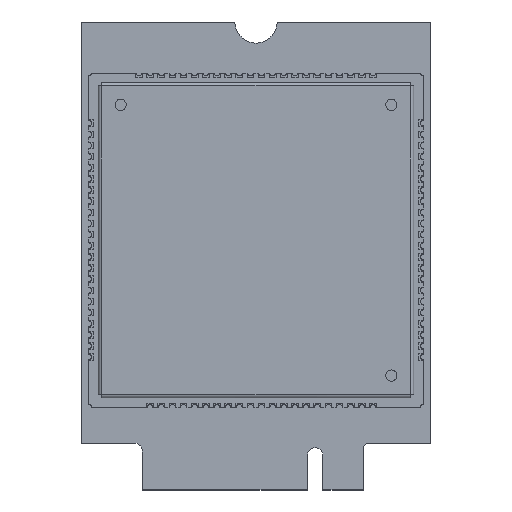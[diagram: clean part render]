
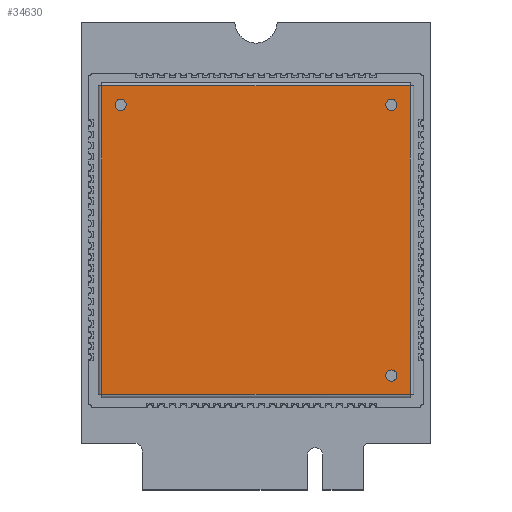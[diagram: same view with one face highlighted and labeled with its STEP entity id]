
A CAD part, top view. The second image highlights one B-rep face of the part: STEP entity #34630.
In plain terms, the highlighted planar face has unit normal (0, 0, 1).
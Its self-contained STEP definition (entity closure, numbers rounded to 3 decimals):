
#40=FACE_BOUND('',#4452,.T.);
#41=FACE_BOUND('',#4453,.T.);
#42=FACE_BOUND('',#4454,.T.);
#538=PLANE('',#36830);
#2448=FACE_OUTER_BOUND('',#4451,.T.);
#4451=EDGE_LOOP('',(#25289,#25290,#25291,#25292));
#4452=EDGE_LOOP('',(#25293));
#4453=EDGE_LOOP('',(#25294));
#4454=EDGE_LOOP('',(#25295));
#6732=LINE('',#48910,#11507);
#6733=LINE('',#48912,#11508);
#6734=LINE('',#48914,#11509);
#6735=LINE('',#48915,#11510);
#11507=VECTOR('',#39683,1000.);
#11508=VECTOR('',#39684,1000.);
#11509=VECTOR('',#39685,1000.);
#11510=VECTOR('',#39686,1000.);
#15904=CIRCLE('',#36822,0.5);
#15906=CIRCLE('',#36825,0.5);
#15908=CIRCLE('',#36828,0.5);
#16362=VERTEX_POINT('',#48883);
#16364=VERTEX_POINT('',#48889);
#16366=VERTEX_POINT('',#48895);
#16371=VERTEX_POINT('',#48908);
#16372=VERTEX_POINT('',#48909);
#16373=VERTEX_POINT('',#48911);
#16374=VERTEX_POINT('',#48913);
#19829=EDGE_CURVE('',#16362,#16362,#15904,.T.);
#19832=EDGE_CURVE('',#16364,#16364,#15906,.T.);
#19835=EDGE_CURVE('',#16366,#16366,#15908,.T.);
#19840=EDGE_CURVE('',#16371,#16372,#6732,.T.);
#19841=EDGE_CURVE('',#16372,#16373,#6733,.T.);
#19842=EDGE_CURVE('',#16373,#16374,#6734,.T.);
#19843=EDGE_CURVE('',#16374,#16371,#6735,.T.);
#25289=ORIENTED_EDGE('',*,*,#19840,.T.);
#25290=ORIENTED_EDGE('',*,*,#19841,.T.);
#25291=ORIENTED_EDGE('',*,*,#19842,.T.);
#25292=ORIENTED_EDGE('',*,*,#19843,.T.);
#25293=ORIENTED_EDGE('',*,*,#19829,.F.);
#25294=ORIENTED_EDGE('',*,*,#19832,.F.);
#25295=ORIENTED_EDGE('',*,*,#19835,.F.);
#34630=ADVANCED_FACE('',(#2448,#40,#41,#42),#538,.T.);
#36822=AXIS2_PLACEMENT_3D('',#48885,#39659,#39660);
#36825=AXIS2_PLACEMENT_3D('',#48891,#39666,#39667);
#36828=AXIS2_PLACEMENT_3D('',#48897,#39673,#39674);
#36830=AXIS2_PLACEMENT_3D('',#48907,#39681,#39682);
#39659=DIRECTION('center_axis',(0.,0.,
1.));
#39660=DIRECTION('ref_axis',(0.,1.,0.));
#39666=DIRECTION('center_axis',(0.,0.,
1.));
#39667=DIRECTION('ref_axis',(0.,-1.,0.));
#39673=DIRECTION('center_axis',(0.,0.,
1.));
#39674=DIRECTION('ref_axis',(0.,1.,0.));
#39681=DIRECTION('center_axis',(0.,0.,
1.));
#39682=DIRECTION('ref_axis',(0.,1.,0.));
#39683=DIRECTION('',(0.,1.,0.));
#39684=DIRECTION('',(-1.,0.,0.));
#39685=DIRECTION('',(0.,-1.,0.));
#39686=DIRECTION('',(1.,0.,0.));
#48883=CARTESIAN_POINT('',(-12.25,12.665,3.351));
#48885=CARTESIAN_POINT('Origin',(-12.25,13.165,3.351));
#48889=CARTESIAN_POINT('',(12.05,12.665,3.351));
#48891=CARTESIAN_POINT('Origin',(12.05,13.165,3.351));
#48895=CARTESIAN_POINT('',(12.05,-11.635,3.351));
#48897=CARTESIAN_POINT('Origin',(12.05,-11.135,3.351));
#48907=CARTESIAN_POINT('Origin',(-0.1,1.015,3.351));
#48908=CARTESIAN_POINT('',(13.75,-12.835,3.351));
#48909=CARTESIAN_POINT('',(13.75,14.865,3.351));
#48910=CARTESIAN_POINT('',(13.75,-12.864,3.351));
#48911=CARTESIAN_POINT('',(-13.95,14.865,3.351));
#48912=CARTESIAN_POINT('',(13.779,14.865,3.351));
#48913=CARTESIAN_POINT('',(-13.95,-12.835,3.351));
#48914=CARTESIAN_POINT('',(-13.95,14.894,3.351));
#48915=CARTESIAN_POINT('',(-13.979,-12.835,3.351));
